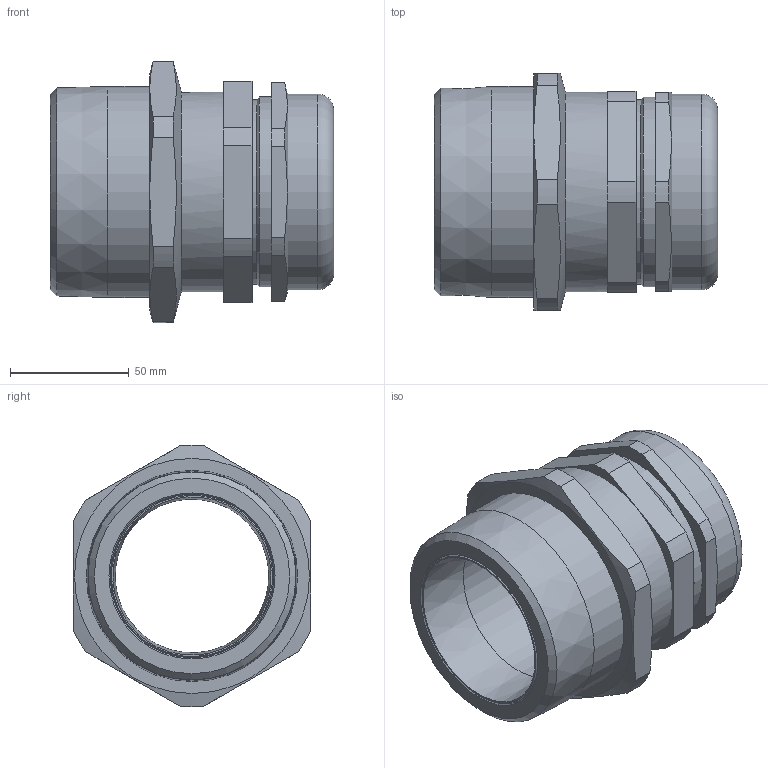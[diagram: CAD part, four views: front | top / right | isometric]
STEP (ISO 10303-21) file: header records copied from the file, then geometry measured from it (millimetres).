
FILE_DESCRIPTION (( 'STEP AP203' ), '1' );
FILE_NAME ('75PXSS2K1RA038.STEP', '2020-02-04T13:07:39', ( '' ), ( '' ), 'SwSTEP 2.0', 'SolidWorks 2017', '' );
FILE_SCHEMA (( 'CONFIG_CONTROL_DESIGN' ));
Length unit declared in the file: millimetre
Products named in the file (1): 75PXSS2K1RA038
Bounding box: 119.35 x 100 x 109.97 mm (x, y, z)
Surface area: 91674.8 mm2 (no closed solid volume)
Topology: 0 solids, 11 shells, 82 faces, 346 edges, 277 vertices
Faces by surface type: plane 32, cylinder 31, cone 13, bspline 5, torus 1
Full cylindrical faces by diameter (mm): 64.7 x1, 64.8 x1, 68 x1, 68.1 x1, 68.4 x1, 68.5 x1, 68.925 x1, 77.8 x1, 78.2 x1, 80 x1, 82.5 x1, 84 x1, 88.9 x1
Entity records: 5047 total; most frequent: CARTESIAN_POINT 2438, ORIENTED_EDGE 453, DIRECTION 445, EDGE_CURVE 313, VERTEX_POINT 271, AXIS2_PLACEMENT_3D 156, EDGE_LOOP 135, LINE 133
